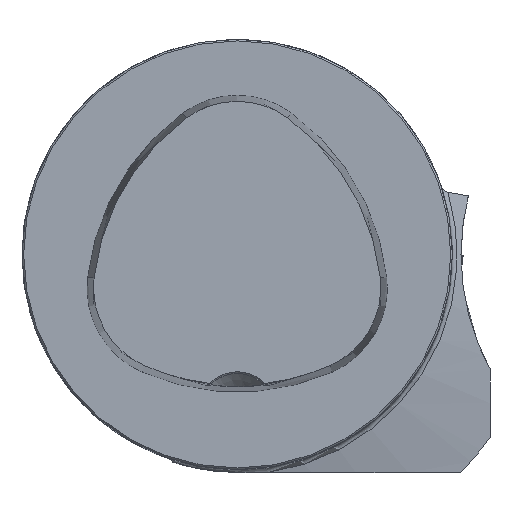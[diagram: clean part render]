
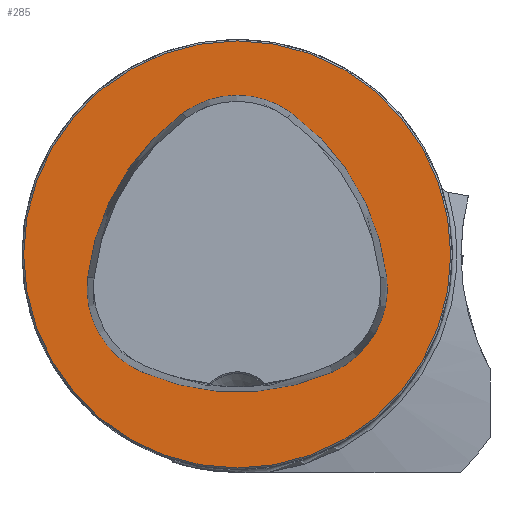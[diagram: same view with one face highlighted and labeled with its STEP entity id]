
A CAD part, top view. The second image highlights one B-rep face of the part: STEP entity #285.
In plain terms, the highlighted planar face has unit normal (0, 0, 1).
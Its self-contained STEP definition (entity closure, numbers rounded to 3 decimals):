
#125=FACE_BOUND('',#492,.T.);
#126=FACE_BOUND('',#493,.T.);
#285=ADVANCED_FACE('CU_E_LO_SU_1',(#125,#126),#359,.T.);
#359=PLANE('',#1703);
#492=EDGE_LOOP('',(#736,#737,#738,#739,#740,#741));
#493=EDGE_LOOP('',(#742));
#571=CIRCLE('',#1694,44.075);
#573=CIRCLE('',#1697,44.075);
#574=CIRCLE('',#1698,17.075);
#575=CIRCLE('',#1699,17.075);
#576=CIRCLE('',#1700,44.075);
#577=CIRCLE('',#1701,17.075);
#578=CIRCLE('',#1702,39.7);
#736=ORIENTED_EDGE('',*,*,#1291,.F.);
#737=ORIENTED_EDGE('',*,*,#1292,.F.);
#738=ORIENTED_EDGE('',*,*,#1284,.F.);
#739=ORIENTED_EDGE('',*,*,#1293,.F.);
#740=ORIENTED_EDGE('',*,*,#1294,.F.);
#741=ORIENTED_EDGE('',*,*,#1295,.F.);
#742=ORIENTED_EDGE('',*,*,#1296,.T.);
#1118=VERTEX_POINT('',#2794);
#1119=VERTEX_POINT('',#2796);
#1125=VERTEX_POINT('',#2828);
#1126=VERTEX_POINT('',#2829);
#1127=VERTEX_POINT('',#2832);
#1128=VERTEX_POINT('',#2834);
#1129=VERTEX_POINT('',#2837);
#1284=EDGE_CURVE('',#1118,#1119,#571,.T.);
#1291=EDGE_CURVE('',#1125,#1126,#573,.T.);
#1292=EDGE_CURVE('',#1119,#1125,#574,.T.);
#1293=EDGE_CURVE('',#1127,#1118,#575,.T.);
#1294=EDGE_CURVE('',#1128,#1127,#576,.T.);
#1295=EDGE_CURVE('',#1126,#1128,#577,.T.);
#1296=EDGE_CURVE('',#1129,#1129,#578,.T.);
#1694=AXIS2_PLACEMENT_3D('',#2795,#1912,#1913);
#1697=AXIS2_PLACEMENT_3D('',#2827,#1919,#1920);
#1698=AXIS2_PLACEMENT_3D('',#2830,#1921,#1922);
#1699=AXIS2_PLACEMENT_3D('',#2831,#1923,#1924);
#1700=AXIS2_PLACEMENT_3D('',#2833,#1925,#1926);
#1701=AXIS2_PLACEMENT_3D('',#2835,#1927,#1928);
#1702=AXIS2_PLACEMENT_3D('',#2836,#1929,#1930);
#1703=AXIS2_PLACEMENT_3D('',#2838,#1931,#1932);
#1912=DIRECTION('',(0.,0.,1.));
#1913=DIRECTION('',(-1.,0.,0.));
#1919=DIRECTION('',(0.,0.,1.));
#1920=DIRECTION('',(-1.,0.,0.));
#1921=DIRECTION('',(0.,0.,1.));
#1922=DIRECTION('',(-1.,0.,0.));
#1923=DIRECTION('',(0.,0.,1.));
#1924=DIRECTION('',(-1.,0.,0.));
#1925=DIRECTION('',(0.,0.,1.));
#1926=DIRECTION('',(-1.,0.,0.));
#1927=DIRECTION('',(0.,0.,1.));
#1928=DIRECTION('',(-1.,0.,0.));
#1929=DIRECTION('',(0.,0.,1.));
#1930=DIRECTION('',(-1.,0.,0.));
#1931=DIRECTION('',(0.,0.,1.));
#1932=DIRECTION('',(-1.,0.,0.));
#2794=CARTESIAN_POINT('',(-17.691,-21.869,0.));
#2795=CARTESIAN_POINT('',(0.,18.5,0.));
#2796=CARTESIAN_POINT('',(17.691,-21.869,0.));
#2827=CARTESIAN_POINT('',(-15.993,-9.254,0.));
#2828=CARTESIAN_POINT('',(27.805,-4.317,0.));
#2829=CARTESIAN_POINT('',(10.114,26.257,0.));
#2830=CARTESIAN_POINT('',(10.837,-6.23,0.));
#2831=CARTESIAN_POINT('',(-10.837,-6.23,0.));
#2832=CARTESIAN_POINT('',(-27.805,-4.317,0.));
#2833=CARTESIAN_POINT('',(15.993,-9.254,0.));
#2834=CARTESIAN_POINT('',(-10.114,26.257,0.));
#2835=CARTESIAN_POINT('',(0.,12.5,0.));
#2836=CARTESIAN_POINT('',(0.,0.,0.));
#2837=CARTESIAN_POINT('',(-39.7,0.,0.));
#2838=CARTESIAN_POINT('',(0.,0.,0.));
